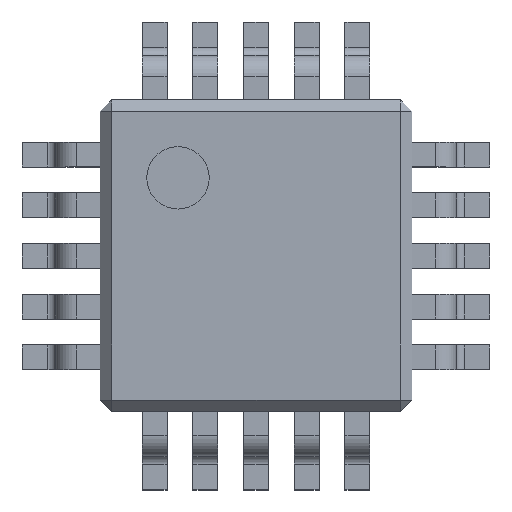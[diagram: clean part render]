
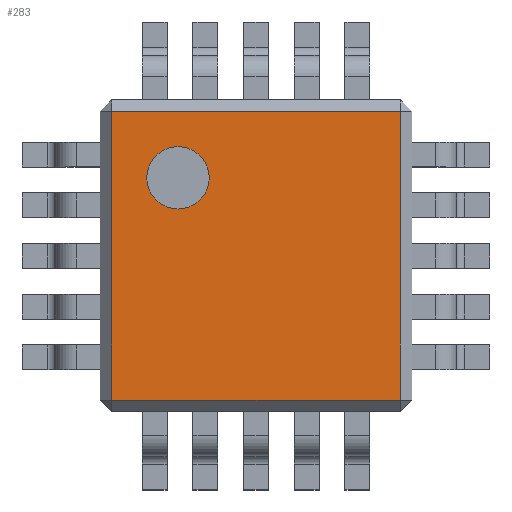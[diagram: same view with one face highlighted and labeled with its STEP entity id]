
A CAD part, top view. The second image highlights one B-rep face of the part: STEP entity #283.
In plain terms, the highlighted planar face has unit normal (0, 0, 1).
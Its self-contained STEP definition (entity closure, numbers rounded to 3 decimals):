
#13=DIRECTION('',(0.,0.,1.));
#14=DIRECTION('',(1.,0.,0.));
#84=VECTOR('',#85,1.);
#85=DIRECTION('',(0.,1.,0.));
#157=VERTEX_POINT('',#158);
#158=CARTESIAN_POINT('',(-1.85,-1.85,1.4));
#166=VERTEX_POINT('',#167);
#167=CARTESIAN_POINT('',(-1.85,1.85,1.4));
#172=ORIENTED_EDGE('',*,*,#173,.F.);
#173=EDGE_CURVE('',#157,#166,#174,.T.);
#174=LINE('',#175,#84);
#175=CARTESIAN_POINT('',(-1.85,-2.,1.4));
#241=VECTOR('',#14,1.);
#283=ADVANCED_FACE('',(#284,#302),#311,.T.);
#284=FACE_BOUND('',#285,.T.);
#285=EDGE_LOOP('',(#172,#286,#292,#298));
#286=ORIENTED_EDGE('',*,*,#287,.T.);
#287=EDGE_CURVE('',#157,#288,#290,.T.);
#288=VERTEX_POINT('',#289);
#289=CARTESIAN_POINT('',(1.85,-1.85,1.4));
#290=LINE('',#291,#241);
#291=CARTESIAN_POINT('',(-2.,-1.85,1.4));
#292=ORIENTED_EDGE('',*,*,#293,.T.);
#293=EDGE_CURVE('',#288,#294,#296,.T.);
#294=VERTEX_POINT('',#295);
#295=CARTESIAN_POINT('',(1.85,1.85,1.4));
#296=LINE('',#297,#84);
#297=CARTESIAN_POINT('',(1.85,-2.,1.4));
#298=ORIENTED_EDGE('',*,*,#299,.F.);
#299=EDGE_CURVE('',#166,#294,#300,.T.);
#300=LINE('',#301,#241);
#301=CARTESIAN_POINT('',(-2.,1.85,1.4));
#302=FACE_BOUND('',#303,.T.);
#303=EDGE_LOOP('',(#304));
#304=ORIENTED_EDGE('',*,*,#305,.F.);
#305=EDGE_CURVE('',#306,#306,#308,.T.);
#306=VERTEX_POINT('',#307);
#307=CARTESIAN_POINT('',(-0.6,1.,1.4));
#308=CIRCLE('',#309,0.4);
#309=AXIS2_PLACEMENT_3D('',#310,#13,#14);
#310=CARTESIAN_POINT('',(-1.,1.,1.4));
#311=PLANE('',#312);
#312=AXIS2_PLACEMENT_3D('',#313,#13,#14);
#313=CARTESIAN_POINT('',(-2.,-2.,1.4));
